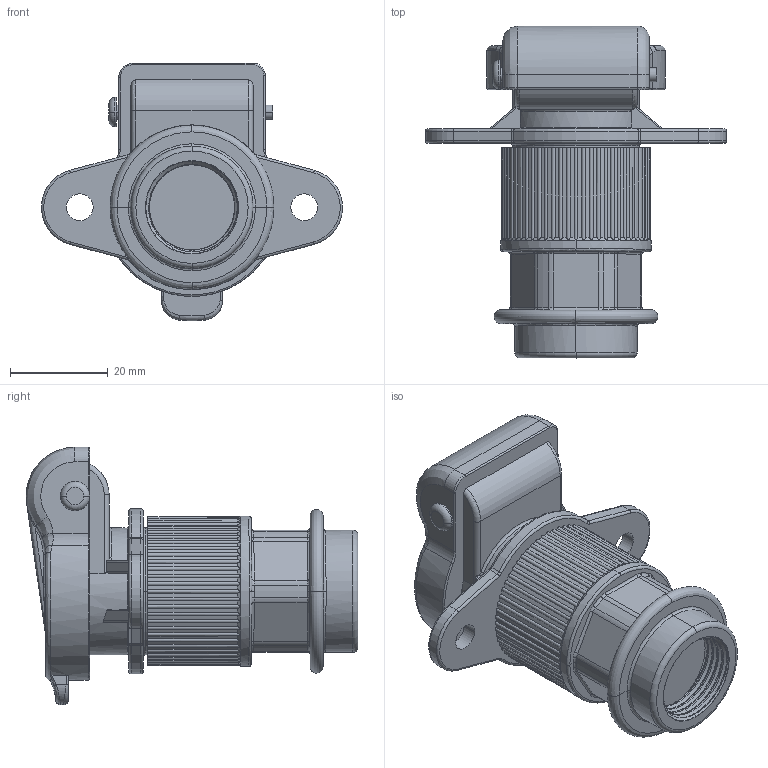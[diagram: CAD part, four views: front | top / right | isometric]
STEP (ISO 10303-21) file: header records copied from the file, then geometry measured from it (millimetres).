
FILE_DESCRIPTION((''),'2;1');
FILE_NAME('151320_HLLE0','2020-08-19T15:07:30',('TEMK'),(''),'CREO PARAMETRIC BY PTC INC, 2017380','CREO PARAMETRIC BY PTC INC, 2017380','');
FILE_SCHEMA(('CONFIG_CONTROL_DESIGN'));
Length unit declared in the file: millimetre
Products named in the file (1): 151320_HLLE0
Bounding box: 61.64 x 67.94 x 52.73 mm (x, y, z)
Volume: 50557.3 mm3; surface area: 12863.6 mm2
Topology: 1 solids, 1 shells, 421 faces, 1074 edges, 664 vertices
Faces by surface type: cylinder 218, bspline 103, plane 52, torus 44, cone 4
Entity records: 29533 total; most frequent: CARTESIAN_POINT 20046, ORIENTED_EDGE 2148, DIRECTION 1806, EDGE_CURVE 1074, AXIS2_PLACEMENT_3D 746, VERTEX_POINT 664, EDGE_LOOP 434, CIRCLE 428
